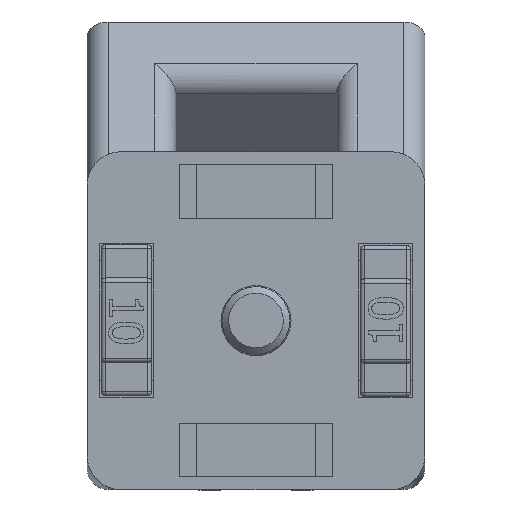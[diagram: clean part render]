
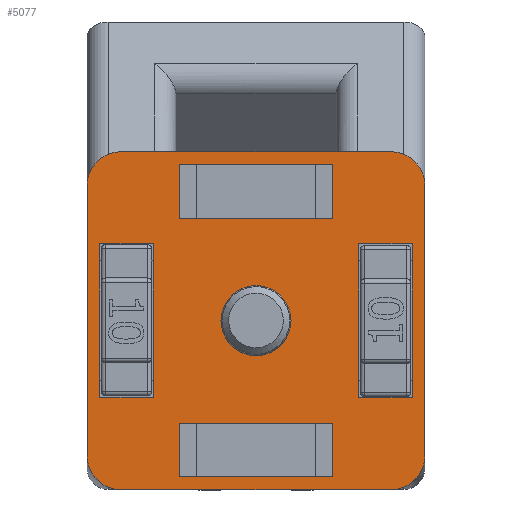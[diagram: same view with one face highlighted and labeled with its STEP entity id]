
A CAD part, top view. The second image highlights one B-rep face of the part: STEP entity #5077.
In plain terms, the highlighted planar face has unit normal (0, 0, 1).
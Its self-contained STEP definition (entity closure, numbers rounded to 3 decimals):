
#174=FACE_BOUND('',#999,.T.);
#175=FACE_BOUND('',#1000,.T.);
#176=FACE_BOUND('',#1001,.T.);
#177=FACE_BOUND('',#1002,.T.);
#178=FACE_BOUND('',#1003,.T.);
#284=CIRCLE('',#5471,4.15);
#305=CIRCLE('',#5522,4.);
#306=CIRCLE('',#5523,4.);
#307=CIRCLE('',#5524,4.);
#308=CIRCLE('',#5525,4.);
#697=FACE_OUTER_BOUND('',#998,.T.);
#998=EDGE_LOOP('',(#3728,#3729,#3730,#3731,#3732,#3733,#3734,#3735));
#999=EDGE_LOOP('',(#3736,#3737,#3738,#3739));
#1000=EDGE_LOOP('',(#3740,#3741,#3742,#3743));
#1001=EDGE_LOOP('',(#3744,#3745,#3746,#3747));
#1002=EDGE_LOOP('',(#3748,#3749,#3750,#3751));
#1003=EDGE_LOOP('',(#3752));
#1274=LINE('',#7298,#1737);
#1277=LINE('',#7303,#1740);
#1279=LINE('',#7307,#1742);
#1281=LINE('',#7310,#1744);
#1298=LINE('',#7347,#1761);
#1301=LINE('',#7352,#1764);
#1303=LINE('',#7356,#1766);
#1305=LINE('',#7359,#1768);
#1322=LINE('',#7396,#1785);
#1325=LINE('',#7401,#1788);
#1327=LINE('',#7405,#1790);
#1329=LINE('',#7408,#1792);
#1346=LINE('',#7445,#1809);
#1349=LINE('',#7450,#1812);
#1351=LINE('',#7454,#1814);
#1353=LINE('',#7457,#1816);
#1368=LINE('',#7848,#1831);
#1376=LINE('',#7863,#1839);
#1392=LINE('',#7921,#1855);
#1393=LINE('',#7926,#1856);
#1737=VECTOR('',#5915,10.);
#1740=VECTOR('',#5920,10.);
#1742=VECTOR('',#5924,10.);
#1744=VECTOR('',#5928,10.);
#1761=VECTOR('',#5957,10.);
#1764=VECTOR('',#5962,10.);
#1766=VECTOR('',#5966,10.);
#1768=VECTOR('',#5970,10.);
#1785=VECTOR('',#5999,10.);
#1788=VECTOR('',#6004,10.);
#1790=VECTOR('',#6008,10.);
#1792=VECTOR('',#6012,10.);
#1809=VECTOR('',#6041,10.);
#1812=VECTOR('',#6046,10.);
#1814=VECTOR('',#6050,10.);
#1816=VECTOR('',#6054,10.);
#1831=VECTOR('',#6133,1.);
#1839=VECTOR('',#6143,1.);
#1855=VECTOR('',#6211,1.);
#1856=VECTOR('',#6216,1.);
#2196=VERTEX_POINT('',#7296);
#2197=VERTEX_POINT('',#7297);
#2198=VERTEX_POINT('',#7302);
#2199=VERTEX_POINT('',#7306);
#2212=VERTEX_POINT('',#7345);
#2213=VERTEX_POINT('',#7346);
#2214=VERTEX_POINT('',#7351);
#2215=VERTEX_POINT('',#7355);
#2228=VERTEX_POINT('',#7394);
#2229=VERTEX_POINT('',#7395);
#2230=VERTEX_POINT('',#7400);
#2231=VERTEX_POINT('',#7404);
#2244=VERTEX_POINT('',#7443);
#2245=VERTEX_POINT('',#7444);
#2246=VERTEX_POINT('',#7449);
#2247=VERTEX_POINT('',#7453);
#2254=VERTEX_POINT('',#7487);
#2287=VERTEX_POINT('',#7845);
#2288=VERTEX_POINT('',#7847);
#2293=VERTEX_POINT('',#7860);
#2294=VERTEX_POINT('',#7862);
#2309=VERTEX_POINT('',#7918);
#2310=VERTEX_POINT('',#7920);
#2311=VERTEX_POINT('',#7923);
#2312=VERTEX_POINT('',#7925);
#2665=EDGE_CURVE('',#2196,#2197,#1274,.T.);
#2668=EDGE_CURVE('',#2198,#2196,#1277,.T.);
#2670=EDGE_CURVE('',#2199,#2198,#1279,.T.);
#2672=EDGE_CURVE('',#2197,#2199,#1281,.T.);
#2689=EDGE_CURVE('',#2212,#2213,#1298,.T.);
#2692=EDGE_CURVE('',#2214,#2212,#1301,.T.);
#2694=EDGE_CURVE('',#2215,#2214,#1303,.T.);
#2696=EDGE_CURVE('',#2213,#2215,#1305,.T.);
#2713=EDGE_CURVE('',#2228,#2229,#1322,.T.);
#2716=EDGE_CURVE('',#2230,#2228,#1325,.T.);
#2718=EDGE_CURVE('',#2231,#2230,#1327,.T.);
#2720=EDGE_CURVE('',#2229,#2231,#1329,.T.);
#2737=EDGE_CURVE('',#2244,#2245,#1346,.T.);
#2740=EDGE_CURVE('',#2246,#2244,#1349,.T.);
#2742=EDGE_CURVE('',#2247,#2246,#1351,.T.);
#2744=EDGE_CURVE('',#2245,#2247,#1353,.T.);
#2751=EDGE_CURVE('',#2254,#2254,#284,.T.);
#2802=EDGE_CURVE('',#2288,#2287,#1368,.T.);
#2810=EDGE_CURVE('',#2294,#2293,#1376,.T.);
#2837=EDGE_CURVE('',#2287,#2309,#305,.T.);
#2838=EDGE_CURVE('',#2309,#2310,#1392,.T.);
#2839=EDGE_CURVE('',#2310,#2294,#306,.T.);
#2840=EDGE_CURVE('',#2293,#2311,#307,.T.);
#2841=EDGE_CURVE('',#2311,#2312,#1393,.T.);
#2842=EDGE_CURVE('',#2312,#2288,#308,.T.);
#3728=ORIENTED_EDGE('',*,*,#2802,.T.);
#3729=ORIENTED_EDGE('',*,*,#2837,.T.);
#3730=ORIENTED_EDGE('',*,*,#2838,.T.);
#3731=ORIENTED_EDGE('',*,*,#2839,.T.);
#3732=ORIENTED_EDGE('',*,*,#2810,.T.);
#3733=ORIENTED_EDGE('',*,*,#2840,.T.);
#3734=ORIENTED_EDGE('',*,*,#2841,.T.);
#3735=ORIENTED_EDGE('',*,*,#2842,.T.);
#3736=ORIENTED_EDGE('',*,*,#2665,.T.);
#3737=ORIENTED_EDGE('',*,*,#2672,.T.);
#3738=ORIENTED_EDGE('',*,*,#2670,.T.);
#3739=ORIENTED_EDGE('',*,*,#2668,.T.);
#3740=ORIENTED_EDGE('',*,*,#2689,.T.);
#3741=ORIENTED_EDGE('',*,*,#2696,.T.);
#3742=ORIENTED_EDGE('',*,*,#2694,.T.);
#3743=ORIENTED_EDGE('',*,*,#2692,.T.);
#3744=ORIENTED_EDGE('',*,*,#2713,.T.);
#3745=ORIENTED_EDGE('',*,*,#2720,.T.);
#3746=ORIENTED_EDGE('',*,*,#2718,.T.);
#3747=ORIENTED_EDGE('',*,*,#2716,.T.);
#3748=ORIENTED_EDGE('',*,*,#2737,.T.);
#3749=ORIENTED_EDGE('',*,*,#2744,.T.);
#3750=ORIENTED_EDGE('',*,*,#2742,.T.);
#3751=ORIENTED_EDGE('',*,*,#2740,.T.);
#3752=ORIENTED_EDGE('',*,*,#2751,.T.);
#4907=PLANE('',#5521);
#5077=ADVANCED_FACE('',(#697,#174,#175,#176,#177,#178),#4907,.T.);
#5471=AXIS2_PLACEMENT_3D('',#7488,#6069,#6070);
#5521=AXIS2_PLACEMENT_3D('',#7917,#6207,#6208);
#5522=AXIS2_PLACEMENT_3D('',#7919,#6209,#6210);
#5523=AXIS2_PLACEMENT_3D('',#7922,#6212,#6213);
#5524=AXIS2_PLACEMENT_3D('',#7924,#6214,#6215);
#5525=AXIS2_PLACEMENT_3D('',#7927,#6217,#6218);
#5915=DIRECTION('',(-1.,0.,0.));
#5920=DIRECTION('',(0.,-1.,0.));
#5924=DIRECTION('',(1.,0.,0.));
#5928=DIRECTION('',(0.,1.,0.));
#5957=DIRECTION('',(0.,-1.,0.));
#5962=DIRECTION('',(1.,0.,0.));
#5966=DIRECTION('',(0.,1.,0.));
#5970=DIRECTION('',(-1.,0.,0.));
#5999=DIRECTION('',(1.,0.,0.));
#6004=DIRECTION('',(0.,1.,0.));
#6008=DIRECTION('',(-1.,0.,0.));
#6012=DIRECTION('',(0.,-1.,0.));
#6041=DIRECTION('',(0.,1.,0.));
#6046=DIRECTION('',(-1.,0.,0.));
#6050=DIRECTION('',(0.,-1.,0.));
#6054=DIRECTION('',(1.,0.,0.));
#6069=DIRECTION('center_axis',(0.,0.,-1.));
#6070=DIRECTION('ref_axis',(1.,0.,0.));
#6133=DIRECTION('',(1.,0.,0.));
#6143=DIRECTION('',(-1.,0.,0.));
#6207=DIRECTION('center_axis',(0.,0.,1.));
#6208=DIRECTION('ref_axis',(1.,0.,0.));
#6209=DIRECTION('center_axis',(0.,0.,1.));
#6210=DIRECTION('ref_axis',(1.,0.,0.));
#6211=DIRECTION('',(0.,1.,0.));
#6212=DIRECTION('center_axis',(0.,0.,1.));
#6213=DIRECTION('ref_axis',(1.,0.,0.));
#6214=DIRECTION('center_axis',(0.,0.,1.));
#6215=DIRECTION('ref_axis',(1.,0.,0.));
#6216=DIRECTION('',(0.,-1.,0.));
#6217=DIRECTION('center_axis',(0.,0.,1.));
#6218=DIRECTION('ref_axis',(1.,0.,0.));
#7296=CARTESIAN_POINT('',(18.5,-9.1,30.1));
#7297=CARTESIAN_POINT('',(12.15,-9.1,30.1));
#7298=CARTESIAN_POINT('',(18.25,-9.1,30.1));
#7302=CARTESIAN_POINT('',(18.5,9.1,30.1));
#7303=CARTESIAN_POINT('',(18.5,12.55,30.1));
#7306=CARTESIAN_POINT('',(12.15,9.1,30.1));
#7307=CARTESIAN_POINT('',(15.075,9.1,30.1));
#7310=CARTESIAN_POINT('',(12.15,3.45,30.1));
#7345=CARTESIAN_POINT('',(9.1,18.5,30.1));
#7346=CARTESIAN_POINT('',(9.1,12.15,30.1));
#7347=CARTESIAN_POINT('',(9.1,17.25,30.1));
#7351=CARTESIAN_POINT('',(-9.1,18.5,30.1));
#7352=CARTESIAN_POINT('',(4.45,18.5,30.1));
#7355=CARTESIAN_POINT('',(-9.1,12.15,30.1));
#7356=CARTESIAN_POINT('',(-9.1,14.075,30.1));
#7359=CARTESIAN_POINT('',(13.55,12.15,30.1));
#7394=CARTESIAN_POINT('',(-18.5,9.1,30.1));
#7395=CARTESIAN_POINT('',(-12.15,9.1,30.1));
#7396=CARTESIAN_POINT('',(-0.25,9.1,30.1));
#7400=CARTESIAN_POINT('',(-18.5,-9.1,30.1));
#7401=CARTESIAN_POINT('',(-18.5,3.45,30.1));
#7404=CARTESIAN_POINT('',(-12.15,-9.1,30.1));
#7405=CARTESIAN_POINT('',(2.925,-9.1,30.1));
#7408=CARTESIAN_POINT('',(-12.15,12.55,30.1));
#7443=CARTESIAN_POINT('',(-9.1,-18.5,30.1));
#7444=CARTESIAN_POINT('',(-9.1,-12.15,30.1));
#7445=CARTESIAN_POINT('',(-9.1,-1.25,30.1));
#7449=CARTESIAN_POINT('',(9.1,-18.5,30.1));
#7450=CARTESIAN_POINT('',(13.55,-18.5,30.1));
#7453=CARTESIAN_POINT('',(9.1,-12.15,30.1));
#7454=CARTESIAN_POINT('',(9.1,1.925,30.1));
#7457=CARTESIAN_POINT('',(4.45,-12.15,30.1));
#7487=CARTESIAN_POINT('',(-4.15,0.,30.1));
#7488=CARTESIAN_POINT('Origin',(0.,0.,30.1));
#7845=CARTESIAN_POINT('',(16.,-20.,30.1));
#7847=CARTESIAN_POINT('',(-16.,-20.,30.1));
#7848=CARTESIAN_POINT('',(-16.,-20.,30.1));
#7860=CARTESIAN_POINT('',(-16.,20.,30.1));
#7862=CARTESIAN_POINT('',(16.,20.,30.1));
#7863=CARTESIAN_POINT('',(16.,20.,30.1));
#7917=CARTESIAN_POINT('Origin',(18.,16.,30.1));
#7918=CARTESIAN_POINT('',(20.,-16.,30.1));
#7919=CARTESIAN_POINT('Origin',(16.,-16.,30.1));
#7920=CARTESIAN_POINT('',(20.,16.,30.1));
#7921=CARTESIAN_POINT('',(20.,-16.,30.1));
#7922=CARTESIAN_POINT('Origin',(16.,16.,30.1));
#7923=CARTESIAN_POINT('',(-20.,16.,30.1));
#7924=CARTESIAN_POINT('Origin',(-16.,16.,30.1));
#7925=CARTESIAN_POINT('',(-20.,-16.,30.1));
#7926=CARTESIAN_POINT('',(-20.,16.,30.1));
#7927=CARTESIAN_POINT('Origin',(-16.,-16.,30.1));
